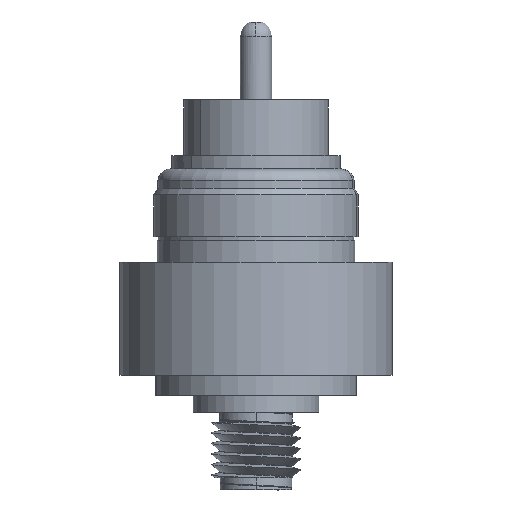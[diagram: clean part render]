
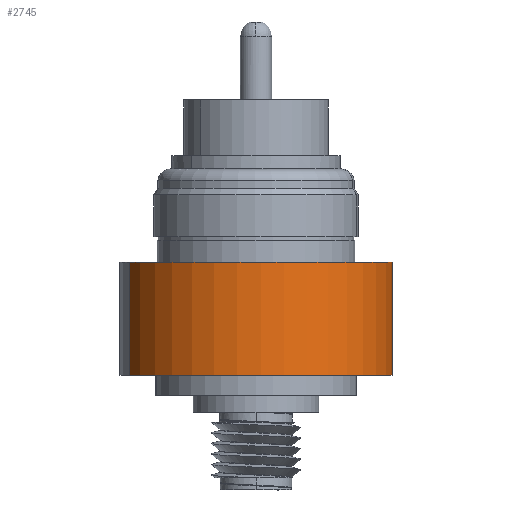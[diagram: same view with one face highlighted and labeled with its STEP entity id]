
A CAD part, front view. The second image highlights one B-rep face of the part: STEP entity #2745.
In plain terms, the highlighted cylindrical face has radius 10.249 mm (diameter 20.498 mm), a partial arc.
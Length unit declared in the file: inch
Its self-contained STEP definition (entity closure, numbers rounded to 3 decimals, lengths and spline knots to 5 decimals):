
#787 = AXIS2_PLACEMENT_3D ( 'NONE', #5295, #5291, #5297 ) ;
#1302 = CARTESIAN_POINT ( 'NONE',  ( -0.37428, -0.15074, 0.06 ) ) ;
#1332 = CARTESIAN_POINT ( 'NONE',  ( 0.37428, 0.15074, 0.395 ) ) ;
#1342 = LINE ( 'NONE', #1332, #2237 ) ;
#1346 = DIRECTION ( 'NONE',  ( 0., 0., -1. ) ) ;
#2237 = VECTOR ( 'NONE', #1346, 39.37008 ) ;
#2276 = CIRCLE ( 'NONE', #2279, 0.4035 ) ;
#2279 = AXIS2_PLACEMENT_3D ( 'NONE', #3533, #3534, #3535 ) ;
#2280 = CIRCLE ( 'NONE', #2283, 0.4035 ) ;
#2283 = AXIS2_PLACEMENT_3D ( 'NONE', #3539, #3540, #3541 ) ;
#2286 = VECTOR ( 'NONE', #3628, 39.37008 ) ;
#2323 = VERTEX_POINT ( 'NONE', #1302 ) ;
#2427 = EDGE_CURVE ( 'NONE', #2552, #5189, #1342, .T. ) ;
#2552 = VERTEX_POINT ( 'NONE', #3281 ) ;
#2627 = ORIENTED_EDGE ( 'NONE', *, *, #2427, .F. ) ;
#2628 = ORIENTED_EDGE ( 'NONE', *, *, #6698, .F. ) ;
#2629 = ORIENTED_EDGE ( 'NONE', *, *, #6710, .T. ) ;
#2630 = ORIENTED_EDGE ( 'NONE', *, *, #6700, .T. ) ;
#2745 = ADVANCED_FACE ( 'NONE', ( #5294 ), #5296, .T. ) ;
#3281 = CARTESIAN_POINT ( 'NONE',  ( 0.37428, 0.15074, 0.395 ) ) ;
#3346 = CARTESIAN_POINT ( 'NONE',  ( -0.37428, -0.15074, 0.395 ) ) ;
#3359 = CARTESIAN_POINT ( 'NONE',  ( 0.37428, 0.15074, 0.06 ) ) ;
#3533 = CARTESIAN_POINT ( 'NONE',  ( 0., 0., 0.395 ) ) ;
#3534 = DIRECTION ( 'NONE',  ( 0., 0., 1. ) ) ;
#3535 = DIRECTION ( 'NONE',  ( 0.928, 0.374, 0. ) ) ;
#3539 = CARTESIAN_POINT ( 'NONE',  ( 0., 0., 0.06 ) ) ;
#3540 = DIRECTION ( 'NONE',  ( 0., 0., 1. ) ) ;
#3541 = DIRECTION ( 'NONE',  ( 0.928, 0.374, 0. ) ) ;
#3626 = LINE ( 'NONE', #3627, #2286 ) ;
#3627 = CARTESIAN_POINT ( 'NONE',  ( -0.37428, -0.15074, 0.395 ) ) ;
#3628 = DIRECTION ( 'NONE',  ( 0., 0., -1. ) ) ;
#5129 = EDGE_LOOP ( 'NONE', ( #2627, #2628, #2629, #2630 ) ) ;
#5174 = VERTEX_POINT ( 'NONE', #3346 ) ;
#5189 = VERTEX_POINT ( 'NONE', #3359 ) ;
#5291 = DIRECTION ( 'NONE',  ( 0., 0., -1. ) ) ;
#5294 = FACE_OUTER_BOUND ( 'NONE', #5129, .T. ) ;
#5295 = CARTESIAN_POINT ( 'NONE',  ( 0., 0., 0.395 ) ) ;
#5296 = CYLINDRICAL_SURFACE ( 'NONE', #787, 0.4035 ) ;
#5297 = DIRECTION ( 'NONE',  ( -0.928, -0.374, 0. ) ) ;
#6698 = EDGE_CURVE ( 'NONE', #5174, #2552, #2276, .T. ) ;
#6700 = EDGE_CURVE ( 'NONE', #2323, #5189, #2280, .T. ) ;
#6710 = EDGE_CURVE ( 'NONE', #5174, #2323, #3626, .T. ) ;
